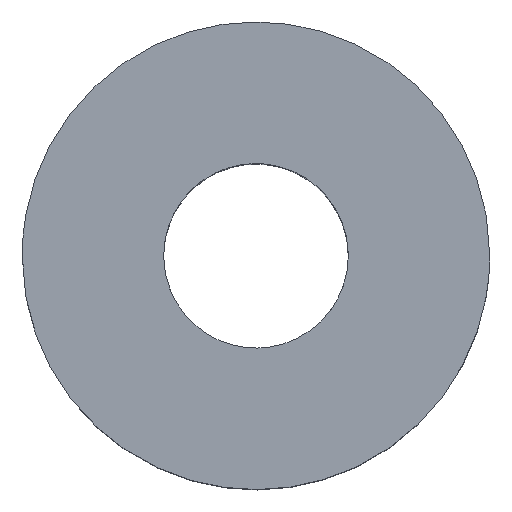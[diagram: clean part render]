
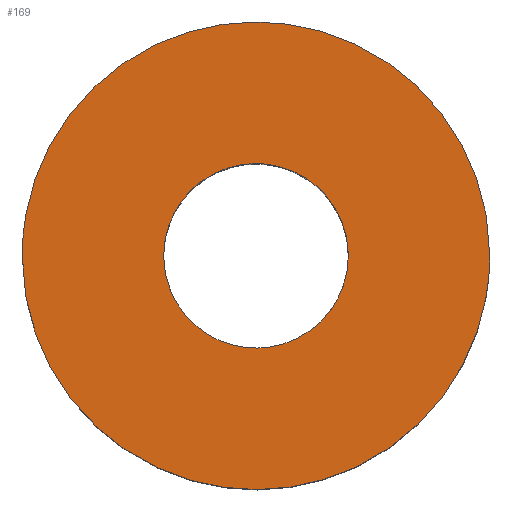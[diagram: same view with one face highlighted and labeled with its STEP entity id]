
A CAD part, top view. The second image highlights one B-rep face of the part: STEP entity #169.
In plain terms, the highlighted planar face has unit normal (0, 0, 1).
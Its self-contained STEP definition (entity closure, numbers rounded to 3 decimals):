
#67=VERTEX_POINT('',#196);
#68=VERTEX_POINT('',#197);
#69=VERTEX_POINT('',#208);
#70=VERTEX_POINT('',#209);
#79=(
BOUNDED_CURVE()
B_SPLINE_CURVE(2,(#191,#192,#193,#194,#195),.UNSPECIFIED.,.F.,.U.)
B_SPLINE_CURVE_WITH_KNOTS((3,2,3),(-8.011,-4.006,
0.),.UNSPECIFIED.)
CURVE()
GEOMETRIC_REPRESENTATION_ITEM()
RATIONAL_B_SPLINE_CURVE((1.,0.707,1.,0.707,1.))
REPRESENTATION_ITEM('')
);
#80=(
BOUNDED_CURVE()
B_SPLINE_CURVE(2,(#198,#199,#200,#201,#202),.UNSPECIFIED.,.F.,.U.)
B_SPLINE_CURVE_WITH_KNOTS((3,2,3),(-16.022,-12.017,-8.011),
 .UNSPECIFIED.)
CURVE()
GEOMETRIC_REPRESENTATION_ITEM()
RATIONAL_B_SPLINE_CURVE((1.,0.707,1.,0.707,1.))
REPRESENTATION_ITEM('')
);
#81=(
BOUNDED_CURVE()
B_SPLINE_CURVE(2,(#203,#204,#205,#206,#207),.UNSPECIFIED.,.F.,.U.)
B_SPLINE_CURVE_WITH_KNOTS((3,2,3),(-6.324,-4.743,
-3.162),.UNSPECIFIED.)
CURVE()
GEOMETRIC_REPRESENTATION_ITEM()
RATIONAL_B_SPLINE_CURVE((1.,0.707,1.,0.707,1.))
REPRESENTATION_ITEM('')
);
#82=(
BOUNDED_CURVE()
B_SPLINE_CURVE(2,(#210,#211,#212,#213,#214),.UNSPECIFIED.,.F.,.U.)
B_SPLINE_CURVE_WITH_KNOTS((3,2,3),(-3.162,-1.581,
0.),.UNSPECIFIED.)
CURVE()
GEOMETRIC_REPRESENTATION_ITEM()
RATIONAL_B_SPLINE_CURVE((1.,0.707,1.,0.707,1.))
REPRESENTATION_ITEM('')
);
#91=EDGE_CURVE('',#67,#68,#79,.T.);
#92=EDGE_CURVE('',#68,#67,#80,.T.);
#93=EDGE_CURVE('',#69,#70,#81,.T.);
#94=EDGE_CURVE('',#70,#69,#82,.T.);
#109=ORIENTED_EDGE('',*,*,#91,.T.);
#110=ORIENTED_EDGE('',*,*,#92,.T.);
#111=ORIENTED_EDGE('',*,*,#93,.T.);
#112=ORIENTED_EDGE('',*,*,#94,.T.);
#145=EDGE_LOOP('',(#109,#110));
#146=EDGE_LOOP('',(#111,#112));
#157=FACE_BOUND('',#145,.T.);
#158=FACE_BOUND('',#146,.T.);
#169=ADVANCED_FACE('',(#157,#158),#339,.T.);
#178=AXIS2_PLACEMENT_3D('',#190,#183,$);
#183=DIRECTION('',(0.,0.,1.));
#190=CARTESIAN_POINT('',(-3.061,-3.061,2.5));
#191=CARTESIAN_POINT('',(2.55,0.,2.5));
#192=CARTESIAN_POINT('',(2.55,2.55,2.5));
#193=CARTESIAN_POINT('',(0.,2.55,2.5));
#194=CARTESIAN_POINT('',(-2.55,2.55,2.5));
#195=CARTESIAN_POINT('',(-2.55,0.,2.5));
#196=CARTESIAN_POINT('',(2.55,0.,2.5));
#197=CARTESIAN_POINT('',(-2.55,0.,2.5));
#198=CARTESIAN_POINT('',(-2.55,0.,2.5));
#199=CARTESIAN_POINT('',(-2.55,-2.55,2.5));
#200=CARTESIAN_POINT('',(0.,-2.55,2.5));
#201=CARTESIAN_POINT('',(2.55,-2.55,2.5));
#202=CARTESIAN_POINT('',(2.55,0.,2.5));
#203=CARTESIAN_POINT('',(1.007,0.,2.5));
#204=CARTESIAN_POINT('',(1.007,-1.007,2.5));
#205=CARTESIAN_POINT('',(0.,-1.007,2.5));
#206=CARTESIAN_POINT('',(-1.007,-1.007,2.5));
#207=CARTESIAN_POINT('',(-1.007,0.,2.5));
#208=CARTESIAN_POINT('',(1.007,0.,2.5));
#209=CARTESIAN_POINT('',(-1.007,0.,2.5));
#210=CARTESIAN_POINT('',(-1.007,0.,2.5));
#211=CARTESIAN_POINT('',(-1.007,1.007,2.5));
#212=CARTESIAN_POINT('',(0.,1.007,2.5));
#213=CARTESIAN_POINT('',(1.007,1.007,2.5));
#214=CARTESIAN_POINT('',(1.007,0.,2.5));
#339=PLANE('',#178);
